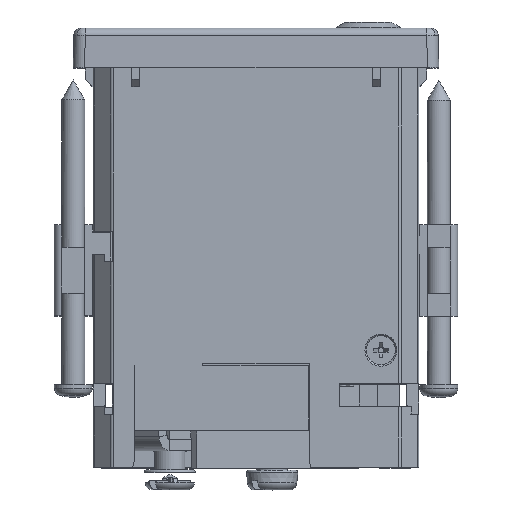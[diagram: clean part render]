
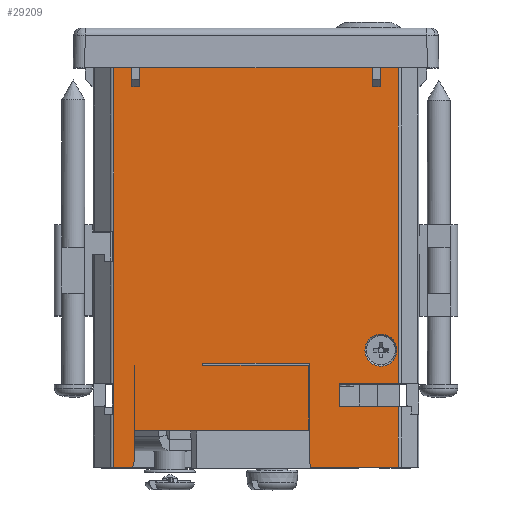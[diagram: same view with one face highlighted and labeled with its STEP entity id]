
A CAD part, top view. The second image highlights one B-rep face of the part: STEP entity #29209.
In plain terms, the highlighted planar face has unit normal (0, 0, 1).
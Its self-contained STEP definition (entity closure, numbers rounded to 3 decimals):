
#1129=CIRCLE('',#30863,2.1);
#1580=FACE_BOUND('',#4374,.T.);
#2753=FACE_OUTER_BOUND('',#4373,.T.);
#4373=EDGE_LOOP('',(#25159,#25160,#25161,#25162,#25163,#25164,#25165,#25166,
#25167,#25168,#25169,#25170,#25171,#25172,#25173,#25174,#25175,#25176,#25177,
#25178,#25179,#25180,#25181,#25182,#25183,#25184,#25185,#25186));
#4374=EDGE_LOOP('',(#25187));
#5696=LINE('',#44544,#8934);
#5713=LINE('',#44588,#8951);
#6519=LINE('',#47226,#9757);
#6526=LINE('',#47240,#9764);
#6686=LINE('',#47657,#9924);
#6700=LINE('',#47691,#9938);
#6726=LINE('',#47763,#9964);
#6790=LINE('',#47915,#10028);
#6797=LINE('',#47928,#10035);
#6904=LINE('',#48158,#10142);
#6906=LINE('',#48162,#10144);
#6910=LINE('',#48169,#10148);
#6912=LINE('',#48172,#10150);
#6930=LINE('',#48223,#10168);
#6932=LINE('',#48230,#10170);
#6957=LINE('',#48296,#10195);
#6964=LINE('',#48308,#10202);
#6966=LINE('',#48312,#10204);
#6983=LINE('',#48349,#10221);
#6988=LINE('',#48358,#10226);
#6990=LINE('',#48361,#10228);
#6992=LINE('',#48367,#10230);
#6996=LINE('',#48374,#10234);
#7000=LINE('',#48380,#10238);
#7506=LINE('',#50402,#10744);
#7512=LINE('',#50413,#10750);
#7513=LINE('',#50415,#10751);
#7514=LINE('',#50416,#10752);
#8934=VECTOR('',#34142,1000.);
#8951=VECTOR('',#34175,1000.);
#9757=VECTOR('',#35883,1000.);
#9764=VECTOR('',#35892,1000.);
#9924=VECTOR('',#36198,1000.);
#9938=VECTOR('',#36230,1000.);
#9964=VECTOR('',#36300,1000.);
#10028=VECTOR('',#36418,1000.);
#10035=VECTOR('',#36427,1000.);
#10142=VECTOR('',#36674,1000.);
#10144=VECTOR('',#36678,1000.);
#10148=VECTOR('',#36684,1000.);
#10150=VECTOR('',#36688,1000.);
#10168=VECTOR('',#36744,1000.);
#10170=VECTOR('',#36752,1000.);
#10195=VECTOR('',#36837,1000.);
#10202=VECTOR('',#36850,1000.);
#10204=VECTOR('',#36856,1000.);
#10221=VECTOR('',#36901,1000.);
#10226=VECTOR('',#36908,1000.);
#10228=VECTOR('',#36912,1000.);
#10230=VECTOR('',#36918,1000.);
#10234=VECTOR('',#36924,1000.);
#10238=VECTOR('',#36930,1000.);
#10744=VECTOR('',#37916,1000.);
#10750=VECTOR('',#37926,1000.);
#10751=VECTOR('',#37929,1000.);
#10752=VECTOR('',#37930,1000.);
#12186=VERTEX_POINT('',#44541);
#12187=VERTEX_POINT('',#44543);
#12205=VERTEX_POINT('',#44585);
#12206=VERTEX_POINT('',#44587);
#12841=VERTEX_POINT('',#47223);
#12842=VERTEX_POINT('',#47225);
#12847=VERTEX_POINT('',#47237);
#12848=VERTEX_POINT('',#47239);
#12968=VERTEX_POINT('',#47543);
#13008=VERTEX_POINT('',#47656);
#13019=VERTEX_POINT('',#47689);
#13042=VERTEX_POINT('',#47761);
#13043=VERTEX_POINT('',#47762);
#13095=VERTEX_POINT('',#47912);
#13096=VERTEX_POINT('',#47914);
#13100=VERTEX_POINT('',#47925);
#13101=VERTEX_POINT('',#47927);
#13154=VERTEX_POINT('',#48156);
#13157=VERTEX_POINT('',#48168);
#13171=VERTEX_POINT('',#48221);
#13183=VERTEX_POINT('',#48293);
#13184=VERTEX_POINT('',#48295);
#13192=VERTEX_POINT('',#48347);
#13195=VERTEX_POINT('',#48357);
#13196=VERTEX_POINT('',#48365);
#13197=VERTEX_POINT('',#48366);
#13673=VERTEX_POINT('',#50399);
#13674=VERTEX_POINT('',#50401);
#13677=VERTEX_POINT('',#50411);
#15448=EDGE_CURVE('',#12186,#12187,#5696,.T.);
#15471=EDGE_CURVE('',#12205,#12206,#5713,.T.);
#16432=EDGE_CURVE('',#12841,#12842,#6519,.T.);
#16439=EDGE_CURVE('',#12847,#12848,#6526,.T.);
#16587=EDGE_CURVE('',#12968,#12968,#1129,.T.);
#16642=EDGE_CURVE('',#12848,#13008,#6686,.T.);
#16659=EDGE_CURVE('',#13019,#12187,#6700,.T.);
#16696=EDGE_CURVE('',#13042,#13043,#6726,.T.);
#16773=EDGE_CURVE('',#13096,#13095,#6790,.T.);
#16780=EDGE_CURVE('',#13100,#13101,#6797,.T.);
#16897=EDGE_CURVE('',#13154,#13043,#6904,.T.);
#16899=EDGE_CURVE('',#12842,#13154,#6906,.T.);
#16903=EDGE_CURVE('',#13008,#13157,#6910,.T.);
#16905=EDGE_CURVE('',#13096,#12847,#6912,.T.);
#16931=EDGE_CURVE('',#13095,#13171,#6930,.T.);
#16935=EDGE_CURVE('',#12205,#13042,#6932,.T.);
#16966=EDGE_CURVE('',#13183,#13184,#6957,.T.);
#16973=EDGE_CURVE('',#13183,#13019,#6964,.T.);
#16975=EDGE_CURVE('',#13184,#13171,#6966,.T.);
#16992=EDGE_CURVE('',#13192,#12186,#6983,.T.);
#16997=EDGE_CURVE('',#13195,#13101,#6988,.T.);
#16999=EDGE_CURVE('',#13192,#13195,#6990,.T.);
#17001=EDGE_CURVE('',#13196,#13197,#6992,.T.);
#17005=EDGE_CURVE('',#13100,#13196,#6996,.T.);
#17009=EDGE_CURVE('',#12206,#13197,#7000,.T.);
#17643=EDGE_CURVE('',#13673,#13674,#7506,.T.);
#17649=EDGE_CURVE('',#12841,#13677,#7512,.T.);
#17650=EDGE_CURVE('',#13674,#13677,#7513,.T.);
#17651=EDGE_CURVE('',#13157,#13673,#7514,.T.);
#25159=ORIENTED_EDGE('',*,*,#17649,.T.);
#25160=ORIENTED_EDGE('',*,*,#17650,.F.);
#25161=ORIENTED_EDGE('',*,*,#17643,.F.);
#25162=ORIENTED_EDGE('',*,*,#17651,.F.);
#25163=ORIENTED_EDGE('',*,*,#16903,.F.);
#25164=ORIENTED_EDGE('',*,*,#16642,.F.);
#25165=ORIENTED_EDGE('',*,*,#16439,.F.);
#25166=ORIENTED_EDGE('',*,*,#16905,.F.);
#25167=ORIENTED_EDGE('',*,*,#16773,.T.);
#25168=ORIENTED_EDGE('',*,*,#16931,.T.);
#25169=ORIENTED_EDGE('',*,*,#16975,.F.);
#25170=ORIENTED_EDGE('',*,*,#16966,.F.);
#25171=ORIENTED_EDGE('',*,*,#16973,.T.);
#25172=ORIENTED_EDGE('',*,*,#16659,.T.);
#25173=ORIENTED_EDGE('',*,*,#15448,.F.);
#25174=ORIENTED_EDGE('',*,*,#16992,.F.);
#25175=ORIENTED_EDGE('',*,*,#16999,.T.);
#25176=ORIENTED_EDGE('',*,*,#16997,.T.);
#25177=ORIENTED_EDGE('',*,*,#16780,.F.);
#25178=ORIENTED_EDGE('',*,*,#17005,.T.);
#25179=ORIENTED_EDGE('',*,*,#17001,.T.);
#25180=ORIENTED_EDGE('',*,*,#17009,.F.);
#25181=ORIENTED_EDGE('',*,*,#15471,.F.);
#25182=ORIENTED_EDGE('',*,*,#16935,.T.);
#25183=ORIENTED_EDGE('',*,*,#16696,.T.);
#25184=ORIENTED_EDGE('',*,*,#16897,.F.);
#25185=ORIENTED_EDGE('',*,*,#16899,.F.);
#25186=ORIENTED_EDGE('',*,*,#16432,.F.);
#25187=ORIENTED_EDGE('',*,*,#16587,.F.);
#27788=PLANE('',#31338);
#29209=ADVANCED_FACE('',(#2753,#1580),#27788,.T.);
#30863=AXIS2_PLACEMENT_3D('',#47545,#36110,#36111);
#31338=AXIS2_PLACEMENT_3D('',#50414,#37927,#37928);
#34142=DIRECTION('',(1.,0.,0.));
#34175=DIRECTION('',(1.,0.,0.));
#35883=DIRECTION('',(-1.,0.,0.));
#35892=DIRECTION('',(0.,1.,0.));
#36110=DIRECTION('center_axis',(0.,0.,1.));
#36111=DIRECTION('ref_axis',(1.,0.,0.));
#36198=DIRECTION('',(-1.,0.,0.));
#36230=DIRECTION('',(0.,1.,0.));
#36300=DIRECTION('',(1.,0.,0.));
#36418=DIRECTION('',(1.,0.,0.));
#36427=DIRECTION('',(1.,0.,0.));
#36674=DIRECTION('',(-0.259,-0.966,0.));
#36678=DIRECTION('',(0.,-1.,0.));
#36684=DIRECTION('',(0.,-1.,0.));
#36688=DIRECTION('',(-0.259,0.966,0.));
#36744=DIRECTION('',(0.,1.,0.));
#36752=DIRECTION('',(0.,-1.,0.));
#36837=DIRECTION('',(0.,-1.,0.));
#36850=DIRECTION('',(1.,0.,0.));
#36856=DIRECTION('',(1.,0.,0.));
#36901=DIRECTION('',(0.,1.,0.));
#36908=DIRECTION('',(0.,1.,0.));
#36912=DIRECTION('',(-1.,0.,0.));
#36918=DIRECTION('',(-1.,0.,0.));
#36924=DIRECTION('',(0.,-1.,0.));
#36930=DIRECTION('',(0.,-1.,0.));
#37916=DIRECTION('',(0.,-1.,0.));
#37926=DIRECTION('',(0.,-1.,0.));
#37927=DIRECTION('center_axis',(0.,0.,1.));
#37928=DIRECTION('ref_axis',(1.,0.,0.));
#37929=DIRECTION('',(-1.,0.,0.));
#37930=DIRECTION('',(1.,0.,0.));
#44541=CARTESIAN_POINT('',(11.153,28.255,21.4));
#44543=CARTESIAN_POINT('',(13.546,28.255,21.4));
#44544=CARTESIAN_POINT('',(16.253,28.255,21.4));
#44585=CARTESIAN_POINT('',(-23.84,28.255,21.4));
#44587=CARTESIAN_POINT('',(-21.447,28.255,21.4));
#44588=CARTESIAN_POINT('',(16.253,28.255,21.4));
#47223=CARTESIAN_POINT('',(-21.047,-11.345,21.4));
#47225=CARTESIAN_POINT('',(-21.147,-11.345,21.4));
#47226=CARTESIAN_POINT('',(-21.147,-11.345,21.4));
#47237=CARTESIAN_POINT('',(1.853,-23.945,21.4));
#47239=CARTESIAN_POINT('',(1.853,-11.045,21.4));
#47240=CARTESIAN_POINT('',(1.853,-11.045,21.4));
#47543=CARTESIAN_POINT('',(9.153,-9.345,21.4));
#47545=CARTESIAN_POINT('Origin',(11.253,-9.345,21.4));
#47656=CARTESIAN_POINT('',(-12.147,-11.045,21.4));
#47657=CARTESIAN_POINT('',(-12.147,-11.045,21.4));
#47689=CARTESIAN_POINT('',(13.546,-13.745,21.4));
#47691=CARTESIAN_POINT('',(13.546,28.255,21.4));
#47761=CARTESIAN_POINT('',(-23.84,-24.745,21.4));
#47762=CARTESIAN_POINT('',(-21.361,-24.745,21.4));
#47763=CARTESIAN_POINT('',(16.253,-24.745,21.4));
#47912=CARTESIAN_POINT('',(13.546,-24.745,21.4));
#47914=CARTESIAN_POINT('',(2.067,-24.745,21.4));
#47915=CARTESIAN_POINT('',(16.253,-24.745,21.4));
#47925=CARTESIAN_POINT('',(-20.447,28.255,21.4));
#47927=CARTESIAN_POINT('',(10.153,28.255,21.4));
#47928=CARTESIAN_POINT('',(16.253,28.255,21.4));
#48156=CARTESIAN_POINT('',(-21.147,-23.945,21.4));
#48158=CARTESIAN_POINT('',(-21.361,-24.745,21.4));
#48162=CARTESIAN_POINT('',(-21.147,-23.945,21.4));
#48168=CARTESIAN_POINT('',(-12.147,-11.345,21.4));
#48169=CARTESIAN_POINT('',(-12.147,-11.345,21.4));
#48172=CARTESIAN_POINT('',(1.853,-23.945,21.4));
#48221=CARTESIAN_POINT('',(13.546,-16.745,21.4));
#48223=CARTESIAN_POINT('',(13.546,28.255,21.4));
#48230=CARTESIAN_POINT('',(-23.84,-24.745,21.4));
#48293=CARTESIAN_POINT('',(5.753,-13.745,21.4));
#48295=CARTESIAN_POINT('',(5.753,-16.745,21.4));
#48296=CARTESIAN_POINT('',(5.753,-13.745,21.4));
#48308=CARTESIAN_POINT('',(5.753,-13.745,21.4));
#48312=CARTESIAN_POINT('',(5.753,-16.745,21.4));
#48347=CARTESIAN_POINT('',(11.153,25.255,21.4));
#48349=CARTESIAN_POINT('',(11.153,28.255,21.4));
#48357=CARTESIAN_POINT('',(10.153,25.255,21.4));
#48358=CARTESIAN_POINT('',(10.153,28.255,21.4));
#48361=CARTESIAN_POINT('',(16.253,25.255,21.4));
#48365=CARTESIAN_POINT('',(-20.447,25.255,21.4));
#48366=CARTESIAN_POINT('',(-21.447,25.255,21.4));
#48367=CARTESIAN_POINT('',(16.253,25.255,21.4));
#48374=CARTESIAN_POINT('',(-20.447,28.255,21.4));
#48380=CARTESIAN_POINT('',(-21.447,28.255,21.4));
#50399=CARTESIAN_POINT('',(1.753,-11.345,21.4));
#50401=CARTESIAN_POINT('',(1.753,-19.845,21.4));
#50402=CARTESIAN_POINT('',(1.753,14.005,21.4));
#50411=CARTESIAN_POINT('',(-21.047,-19.845,21.4));
#50413=CARTESIAN_POINT('',(-21.047,14.005,21.4));
#50414=CARTESIAN_POINT('Origin',(1.753,14.005,21.4));
#50415=CARTESIAN_POINT('',(1.753,-19.845,21.4));
#50416=CARTESIAN_POINT('',(1.753,-11.345,21.4));
